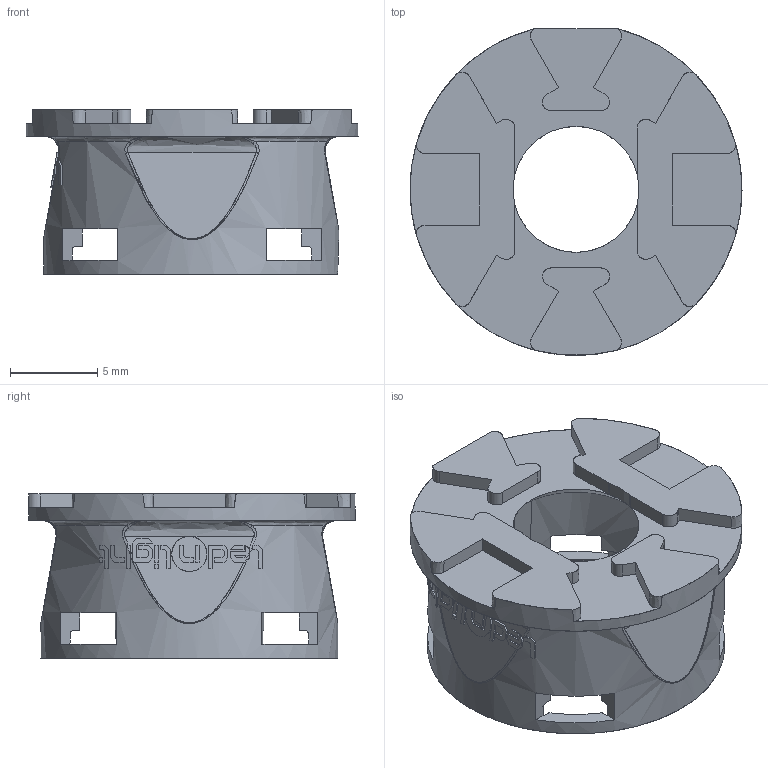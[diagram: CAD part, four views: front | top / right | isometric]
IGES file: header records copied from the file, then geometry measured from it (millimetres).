
Start section: Missler Software 3 rue Hermes, EUROPARC, 31520 Ramonville-Saint-Agne, France Tel   : +33 (0)5 61 00 03 00 Fax   : +33 (0)5 61 00 03 03 Email : 
Global section: file name: A4-1991 LLH01XRR00 ind 02.igs; native system: TopSolid v611216 Missler Software; preprocessor: IGES preprocessor v100000; author: LOCATELLI Stéphane; date: 111220.080654; units: millimetre
Bounding box: 19 x 18.7 x 9.4 mm (x, y, z)
Surface area: 1383.6 mm2 (no closed solid volume)
Topology: 0 solids, 0 shells, 353 faces, 2360 edges, 2344 vertices
Faces by surface type: bspline 353
